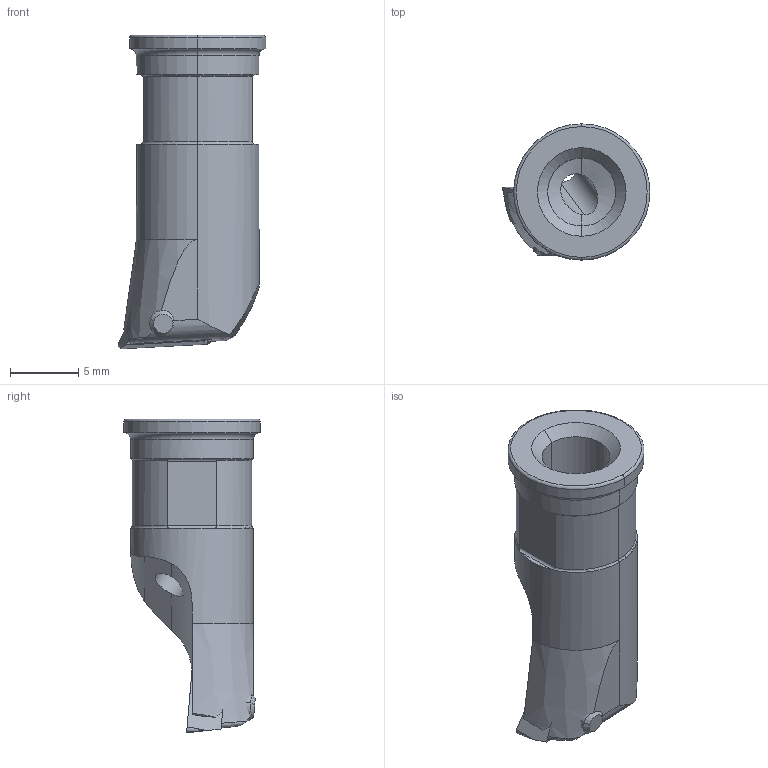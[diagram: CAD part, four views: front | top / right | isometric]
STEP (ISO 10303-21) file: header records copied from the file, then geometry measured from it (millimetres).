
FILE_DESCRIPTION(('no description'),'unknown implementation level');
FILE_NAME('EE899D24-F9F0-4EBD-80D4-82C68F032FBF_export.stp',' ',('CIMSOURCE GmbH'),('CADClick - KiM GmbH - www.kimweb.de'),'unknown preprocess','ACIS','unknown authorization');
FILE_SCHEMA(('automotive_design'));
Length unit declared in the file: millimetre
Products named in the file (3): 615.272 Kaiser E12 TP07|651.735 Kaiser TPGT 070203 K10C;Kombinieren1; 615.272 Kaiser E12 TP07|694.103 Kaiser ETL M2x4.8 T6 IP 10S;Kreismuster1; 615.272 Kaiser E12 TP07|615.272 Kaiser E12 TP07;Verrundung5
Bounding box: 10.84 x 10 x 23.01 mm (x, y, z)
Volume: 919.2 mm3; surface area: 1058.2 mm2
Topology: 3 solids, 3 shells, 124 faces, 307 edges, 185 vertices
Faces by surface type: cylinder 52, plane 29, cone 27, torus 14, bspline 2
Entity records: 8552 total; most frequent: CARTESIAN_POINT 2111, DIRECTION 651, STYLED_ITEM 614, PRESENTATION_STYLE_ASSIGNMENT 614, COLOUR_RGB 614, ORIENTED_EDGE 604, EDGE_CURVE 302, CURVE_STYLE 302
